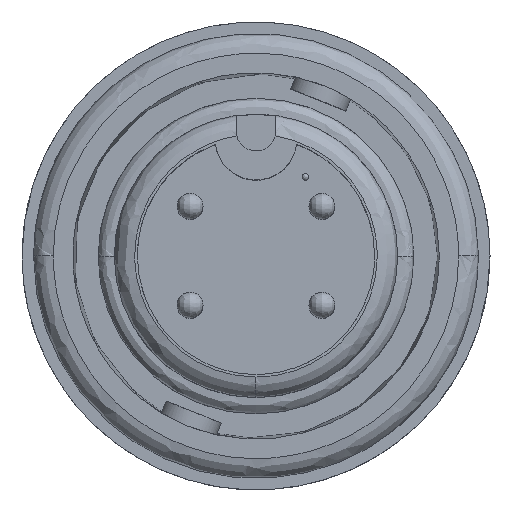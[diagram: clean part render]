
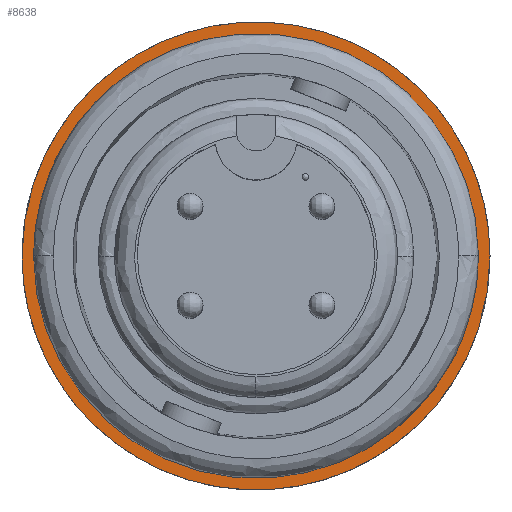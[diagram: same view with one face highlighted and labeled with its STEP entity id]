
A CAD part, top view. The second image highlights one B-rep face of the part: STEP entity #8638.
In plain terms, the highlighted planar face has unit normal (0, 0, 1).
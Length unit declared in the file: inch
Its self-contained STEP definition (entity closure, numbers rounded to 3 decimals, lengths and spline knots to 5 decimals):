
#145 = CARTESIAN_POINT ( 'NONE',  ( -0.355, 0., 0.144 ) ) ;
#209 = CARTESIAN_POINT ( 'NONE',  ( 0.17878, 0.31019, 0.144 ) ) ;
#383 =( BOUNDED_CURVE ( )  B_SPLINE_CURVE ( 3, ( #2337, #10773, #5211, #14921 ),
 .UNSPECIFIED., .F., .F. ) 
 B_SPLINE_CURVE_WITH_KNOTS ( ( 4, 4 ),
 ( 0., 1. ),
 .UNSPECIFIED. ) 
 CURVE ( )  GEOMETRIC_REPRESENTATION_ITEM ( )  RATIONAL_B_SPLINE_CURVE ( ( 1., 0.459, 0.459, 1. ) ) 
 REPRESENTATION_ITEM ( '' )  );
#1396 = CARTESIAN_POINT ( 'NONE',  ( -0.04647, -0.355, 0.144 ) ) ;
#1612 = DIRECTION ( 'NONE',  ( -1., 0., 0. ) ) ;
#1672 = CARTESIAN_POINT ( 'NONE',  ( 0.28388, 0.21816, 0.144 ) ) ;
#1673 = CARTESIAN_POINT ( 'NONE',  ( -0.32935, 0.08537, 0.144 ) ) ;
#1837 = ORIENTED_EDGE ( 'NONE', *, *, #7868, .F. ) ;
#2235 = FACE_BOUND ( 'NONE', #5811, .T. ) ;
#2337 = CARTESIAN_POINT ( 'NONE',  ( -0.3375, 0., 0.144 ) ) ;
#2787 = CARTESIAN_POINT ( 'NONE',  ( 0.355, 0., 0.144 ) ) ;
#2848 = CARTESIAN_POINT ( 'NONE',  ( -0.17878, -0.31019, 0.144 ) ) ;
#3060 = CARTESIAN_POINT ( 'NONE',  ( -0.34576, 0.09292, 0.144 ) ) ;
#3125 = CARTESIAN_POINT ( 'NONE',  ( 0.34576, 0.09292, 0.144 ) ) ;
#4014 = VERTEX_POINT ( 'NONE', #10567 ) ;
#4204 = CARTESIAN_POINT ( 'NONE',  ( -0.31335, 0.12536, 0.144 ) ) ;
#4222 = CARTESIAN_POINT ( 'NONE',  ( 0.355, -0.04647, 0.144 ) ) ;
#4291 = CARTESIAN_POINT ( 'NONE',  ( -0.28388, -0.21816, 0.144 ) ) ;
#4503 = CARTESIAN_POINT ( 'NONE',  ( -0.28388, 0.21816, 0.144 ) ) ;
#4516 =( BOUNDED_CURVE ( )  B_SPLINE_CURVE ( 3, ( #13604, #12224, #13543, #5282 ),
 .UNSPECIFIED., .F., .F. ) 
 B_SPLINE_CURVE_WITH_KNOTS ( ( 4, 4 ),
 ( 0., 1. ),
 .UNSPECIFIED. ) 
 CURVE ( )  GEOMETRIC_REPRESENTATION_ITEM ( )  RATIONAL_B_SPLINE_CURVE ( ( 1., 0.459, 0.459, 1. ) ) 
 REPRESENTATION_ITEM ( '' )  );
#4572 = CARTESIAN_POINT ( 'NONE',  ( 0.355, 0., 0.144 ) ) ;
#4573 = CARTESIAN_POINT ( 'NONE',  ( -0.3375, 0.04307, 0.144 ) ) ;
#5211 = CARTESIAN_POINT ( 'NONE',  ( 0.13473, -0.57186, 0.144 ) ) ;
#5282 = CARTESIAN_POINT ( 'NONE',  ( -0.31335, 0.12536, 0.144 ) ) ;
#5349 = B_SPLINE_CURVE_WITH_KNOTS ( 'NONE', 3,
 ( #2787, #4222, #5661, #15354, #7126, #16759, #8521, #18107, #9914, #1396, #11271, #2848, #12641, #4291, #14029, #5726, #15424, #7192 ),
 .UNSPECIFIED., .F., .F.,
 ( 4, 2, 2, 2, 2, 2, 2, 2, 4 ),
 ( 0., 0.125, 0.25, 0.375, 0.5, 0.625, 0.75, 0.875, 1. ),
 .UNSPECIFIED. ) ;
#5629 = CARTESIAN_POINT ( 'NONE',  ( 0.31335, -0.12536, 0.144 ) ) ;
#5661 = CARTESIAN_POINT ( 'NONE',  ( 0.34576, -0.09292, 0.144 ) ) ;
#5726 = CARTESIAN_POINT ( 'NONE',  ( -0.34576, -0.09292, 0.144 ) ) ;
#5811 = EDGE_LOOP ( 'NONE', ( #6960, #14050, #1837, #17120 ) ) ;
#5826 = B_SPLINE_CURVE_WITH_KNOTS ( 'NONE', 3,
 ( #145, #8736, #3060, #12852, #4503, #14233, #5939, #15629, #7391, #17018, #8796, #209, #10173, #1672, #11528, #3125, #12907, #4572 ),
 .UNSPECIFIED., .F., .F.,
 ( 4, 2, 2, 2, 2, 2, 2, 2, 4 ),
 ( 0., 0.125, 0.25, 0.375, 0.5, 0.625, 0.75, 0.875, 1. ),
 .UNSPECIFIED. ) ;
#5861 = CARTESIAN_POINT ( 'NONE',  ( -0.3375, 0., 0.144 ) ) ;
#5939 = CARTESIAN_POINT ( 'NONE',  ( -0.17878, 0.31019, 0.144 ) ) ;
#6323 = VERTEX_POINT ( 'NONE', #17101 ) ;
#6857 = ORIENTED_EDGE ( 'NONE', *, *, #11488, .F. ) ;
#6960 = ORIENTED_EDGE ( 'NONE', *, *, #17378, .F. ) ;
#7100 = CARTESIAN_POINT ( 'NONE',  ( 0.3375, 0., 0.144 ) ) ;
#7126 = CARTESIAN_POINT ( 'NONE',  ( 0.28388, -0.21816, 0.144 ) ) ;
#7192 = CARTESIAN_POINT ( 'NONE',  ( -0.355, 0., 0.144 ) ) ;
#7335 = CARTESIAN_POINT ( 'NONE',  ( 0.12536, 0.31335, 0.144 ) ) ;
#7391 = CARTESIAN_POINT ( 'NONE',  ( -0.04647, 0.355, 0.144 ) ) ;
#7868 = EDGE_CURVE ( 'NONE', #14112, #14166, #4516, .T. ) ;
#8521 = CARTESIAN_POINT ( 'NONE',  ( 0.17878, -0.31019, 0.144 ) ) ;
#8638 = ADVANCED_FACE ( 'NONE', ( #17096, #2235 ), #8737, .F. ) ;
#8672 = EDGE_CURVE ( 'NONE', #14166, #17059, #9496, .T. ) ;
#8723 = EDGE_LOOP ( 'NONE', ( #13780, #6857 ) ) ;
#8736 = CARTESIAN_POINT ( 'NONE',  ( -0.355, 0.04647, 0.144 ) ) ;
#8737 = PLANE ( 'NONE',  #15141 ) ;
#8796 = CARTESIAN_POINT ( 'NONE',  ( 0.09292, 0.34576, 0.144 ) ) ;
#9496 =( BOUNDED_CURVE ( )  B_SPLINE_CURVE ( 3, ( #17019, #1673, #4573, #14295 ),
 .UNSPECIFIED., .F., .F. ) 
 B_SPLINE_CURVE_WITH_KNOTS ( ( 4, 4 ),
 ( 0., 1. ),
 .UNSPECIFIED. ) 
 CURVE ( )  GEOMETRIC_REPRESENTATION_ITEM ( )  RATIONAL_B_SPLINE_CURVE ( ( 1., 0.988, 0.988, 1. ) ) 
 REPRESENTATION_ITEM ( '' )  );
#9815 = EDGE_CURVE ( 'NONE', #6323, #14112, #14862, .T. ) ;
#9914 = CARTESIAN_POINT ( 'NONE',  ( 0.04647, -0.355, 0.144 ) ) ;
#10123 = DIRECTION ( 'NONE',  ( 0., 0., -1. ) ) ;
#10173 = CARTESIAN_POINT ( 'NONE',  ( 0.21816, 0.28388, 0.144 ) ) ;
#10567 = CARTESIAN_POINT ( 'NONE',  ( 0.355, 0., 0.144 ) ) ;
#10738 = CARTESIAN_POINT ( 'NONE',  ( -0.355, 0., 0.144 ) ) ;
#10773 = CARTESIAN_POINT ( 'NONE',  ( -0.3375, -0.48091, 0.144 ) ) ;
#11271 = CARTESIAN_POINT ( 'NONE',  ( -0.09292, -0.34576, 0.144 ) ) ;
#11488 = EDGE_CURVE ( 'NONE', #15636, #4014, #5826, .T. ) ;
#11528 = CARTESIAN_POINT ( 'NONE',  ( 0.31019, 0.17878, 0.144 ) ) ;
#12224 = CARTESIAN_POINT ( 'NONE',  ( 0.3375, 0.48091, 0.144 ) ) ;
#12641 = CARTESIAN_POINT ( 'NONE',  ( -0.21816, -0.28388, 0.144 ) ) ;
#12852 = CARTESIAN_POINT ( 'NONE',  ( -0.31019, 0.17878, 0.144 ) ) ;
#12907 = CARTESIAN_POINT ( 'NONE',  ( 0.355, 0.04647, 0.144 ) ) ;
#13543 = CARTESIAN_POINT ( 'NONE',  ( -0.13473, 0.57186, 0.144 ) ) ;
#13604 = CARTESIAN_POINT ( 'NONE',  ( 0.3375, 0., 0.144 ) ) ;
#13780 = ORIENTED_EDGE ( 'NONE', *, *, #16255, .F. ) ;
#13941 = CARTESIAN_POINT ( 'NONE',  ( 0.32935, -0.08537, 0.144 ) ) ;
#14029 = CARTESIAN_POINT ( 'NONE',  ( -0.31019, -0.17878, 0.144 ) ) ;
#14050 = ORIENTED_EDGE ( 'NONE', *, *, #8672, .F. ) ;
#14112 = VERTEX_POINT ( 'NONE', #16611 ) ;
#14166 = VERTEX_POINT ( 'NONE', #4204 ) ;
#14233 = CARTESIAN_POINT ( 'NONE',  ( -0.21816, 0.28388, 0.144 ) ) ;
#14295 = CARTESIAN_POINT ( 'NONE',  ( -0.3375, 0., 0.144 ) ) ;
#14862 =( BOUNDED_CURVE ( )  B_SPLINE_CURVE ( 3, ( #5629, #13941, #15324, #7100 ),
 .UNSPECIFIED., .F., .F. ) 
 B_SPLINE_CURVE_WITH_KNOTS ( ( 4, 4 ),
 ( 0., 1. ),
 .UNSPECIFIED. ) 
 CURVE ( )  GEOMETRIC_REPRESENTATION_ITEM ( )  RATIONAL_B_SPLINE_CURVE ( ( 1., 0.988, 0.988, 1. ) ) 
 REPRESENTATION_ITEM ( '' )  );
#14921 = CARTESIAN_POINT ( 'NONE',  ( 0.31335, -0.12536, 0.144 ) ) ;
#15141 = AXIS2_PLACEMENT_3D ( 'NONE', #7335, #10123, #1612 ) ;
#15324 = CARTESIAN_POINT ( 'NONE',  ( 0.3375, -0.04307, 0.144 ) ) ;
#15354 = CARTESIAN_POINT ( 'NONE',  ( 0.31019, -0.17878, 0.144 ) ) ;
#15424 = CARTESIAN_POINT ( 'NONE',  ( -0.355, -0.04647, 0.144 ) ) ;
#15629 = CARTESIAN_POINT ( 'NONE',  ( -0.09292, 0.34576, 0.144 ) ) ;
#15636 = VERTEX_POINT ( 'NONE', #10738 ) ;
#16255 = EDGE_CURVE ( 'NONE', #4014, #15636, #5349, .T. ) ;
#16611 = CARTESIAN_POINT ( 'NONE',  ( 0.3375, 0., 0.144 ) ) ;
#16759 = CARTESIAN_POINT ( 'NONE',  ( 0.21816, -0.28388, 0.144 ) ) ;
#17018 = CARTESIAN_POINT ( 'NONE',  ( 0.04647, 0.355, 0.144 ) ) ;
#17019 = CARTESIAN_POINT ( 'NONE',  ( -0.31335, 0.12536, 0.144 ) ) ;
#17059 = VERTEX_POINT ( 'NONE', #5861 ) ;
#17096 = FACE_OUTER_BOUND ( 'NONE', #8723, .T. ) ;
#17101 = CARTESIAN_POINT ( 'NONE',  ( 0.31335, -0.12536, 0.144 ) ) ;
#17120 = ORIENTED_EDGE ( 'NONE', *, *, #9815, .F. ) ;
#17378 = EDGE_CURVE ( 'NONE', #17059, #6323, #383, .T. ) ;
#18107 = CARTESIAN_POINT ( 'NONE',  ( 0.09292, -0.34576, 0.144 ) ) ;
